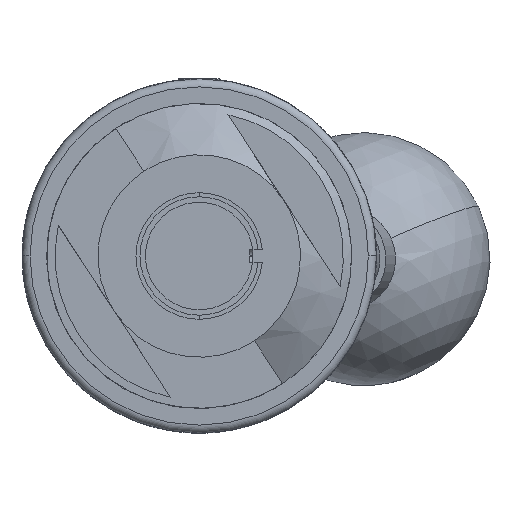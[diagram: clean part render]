
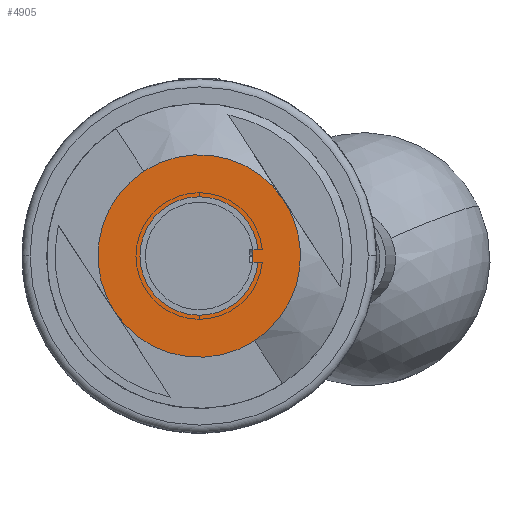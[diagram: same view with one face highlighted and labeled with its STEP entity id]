
A CAD part, left-side view. The second image highlights one B-rep face of the part: STEP entity #4905.
In plain terms, the highlighted planar face has unit normal (-1, 0, 0).
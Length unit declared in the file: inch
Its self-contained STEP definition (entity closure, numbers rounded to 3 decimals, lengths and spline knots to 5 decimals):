
#41 = CIRCLE ( 'NONE', #12694, 0.2656 ) ;
#343 = ORIENTED_EDGE ( 'NONE', *, *, #9433, .F. ) ;
#421 = FACE_BOUND ( 'NONE', #12422, .T. ) ;
#870 = EDGE_CURVE ( 'NONE', #10947, #1063, #1789, .T. ) ;
#907 = CARTESIAN_POINT ( 'NONE',  ( -4.742, 0., 0. ) ) ;
#1063 = VERTEX_POINT ( 'NONE', #9208 ) ;
#1375 = EDGE_CURVE ( 'NONE', #12603, #8254, #10490, .T. ) ;
#1789 = CIRCLE ( 'NONE', #5483, 0.5 ) ;
#2480 = CIRCLE ( 'NONE', #7133, 0.5 ) ;
#2489 = ORIENTED_EDGE ( 'NONE', *, *, #6698, .T. ) ;
#3022 = CARTESIAN_POINT ( 'NONE',  ( -4.742, -0.14527, -0.22235 ) ) ;
#3162 = VERTEX_POINT ( 'NONE', #10361 ) ;
#3357 = ORIENTED_EDGE ( 'NONE', *, *, #8252, .T. ) ;
#3466 = ORIENTED_EDGE ( 'NONE', *, *, #1375, .F. ) ;
#3696 = CIRCLE ( 'NONE', #10875, 0.5 ) ;
#4014 = DIRECTION ( 'NONE',  ( -1., 0., 0. ) ) ;
#4073 = DIRECTION ( 'NONE',  ( -1., 0., 0. ) ) ;
#4231 = AXIS2_PLACEMENT_3D ( 'NONE', #8050, #5858, #6895 ) ;
#4292 = AXIS2_PLACEMENT_3D ( 'NONE', #7424, #9594, #12945 ) ;
#4799 = FACE_OUTER_BOUND ( 'NONE', #10940, .T. ) ;
#4905 = ADVANCED_FACE ( 'NONE', ( #421, #4799 ), #11449, .T. ) ;
#5483 = AXIS2_PLACEMENT_3D ( 'NONE', #12530, #10254, #11191 ) ;
#5858 = DIRECTION ( 'NONE',  ( -1., 0., 0. ) ) ;
#5978 = EDGE_CURVE ( 'NONE', #1063, #3162, #2480, .T. ) ;
#6300 = CARTESIAN_POINT ( 'NONE',  ( -4.742, 0., 0. ) ) ;
#6698 = EDGE_CURVE ( 'NONE', #10971, #10947, #3696, .T. ) ;
#6768 = CIRCLE ( 'NONE', #10210, 0.5 ) ;
#6895 = DIRECTION ( 'NONE',  ( 0., 0.547, 0.837 ) ) ;
#7071 = CARTESIAN_POINT ( 'NONE',  ( -4.742, 0., 0. ) ) ;
#7133 = AXIS2_PLACEMENT_3D ( 'NONE', #7071, #11444, #13831 ) ;
#7361 = CARTESIAN_POINT ( 'NONE',  ( -4.742, 0., 0. ) ) ;
#7424 = CARTESIAN_POINT ( 'NONE',  ( -4.742, -0.41858, 0.27347 ) ) ;
#8050 = CARTESIAN_POINT ( 'NONE',  ( -4.742, 0., 0. ) ) ;
#8090 = ORIENTED_EDGE ( 'NONE', *, *, #5978, .T. ) ;
#8252 = EDGE_CURVE ( 'NONE', #3162, #10971, #6768, .T. ) ;
#8254 = VERTEX_POINT ( 'NONE', #9599 ) ;
#9208 = CARTESIAN_POINT ( 'NONE',  ( -4.742, 0.27347, 0.41858 ) ) ;
#9433 = EDGE_CURVE ( 'NONE', #8254, #12603, #41, .T. ) ;
#9594 = DIRECTION ( 'NONE',  ( -1., 0., 0. ) ) ;
#9599 = CARTESIAN_POINT ( 'NONE',  ( -4.742, 0.14527, 0.22235 ) ) ;
#10054 = CARTESIAN_POINT ( 'NONE',  ( -4.742, -0.27347, -0.41858 ) ) ;
#10210 = AXIS2_PLACEMENT_3D ( 'NONE', #7361, #4073, #13989 ) ;
#10254 = DIRECTION ( 'NONE',  ( -1., 0., 0. ) ) ;
#10361 = CARTESIAN_POINT ( 'NONE',  ( -4.742, 0.41858, -0.27347 ) ) ;
#10490 = CIRCLE ( 'NONE', #4231, 0.2656 ) ;
#10501 = ORIENTED_EDGE ( 'NONE', *, *, #870, .T. ) ;
#10559 = DIRECTION ( 'NONE',  ( -1., 0., 0. ) ) ;
#10875 = AXIS2_PLACEMENT_3D ( 'NONE', #907, #4014, #14146 ) ;
#10940 = EDGE_LOOP ( 'NONE', ( #10501, #8090, #3357, #2489 ) ) ;
#10947 = VERTEX_POINT ( 'NONE', #13299 ) ;
#10971 = VERTEX_POINT ( 'NONE', #10054 ) ;
#11191 = DIRECTION ( 'NONE',  ( 0., 0.547, 0.837 ) ) ;
#11444 = DIRECTION ( 'NONE',  ( -1., 0., 0. ) ) ;
#11449 = PLANE ( 'NONE',  #4292 ) ;
#12422 = EDGE_LOOP ( 'NONE', ( #343, #3466 ) ) ;
#12530 = CARTESIAN_POINT ( 'NONE',  ( -4.742, 0., 0. ) ) ;
#12603 = VERTEX_POINT ( 'NONE', #3022 ) ;
#12667 = DIRECTION ( 'NONE',  ( 0., 0.547, 0.837 ) ) ;
#12694 = AXIS2_PLACEMENT_3D ( 'NONE', #6300, #10559, #12667 ) ;
#12945 = DIRECTION ( 'NONE',  ( 0., 0.547, 0.837 ) ) ;
#13299 = CARTESIAN_POINT ( 'NONE',  ( -4.742, -0.41858, 0.27347 ) ) ;
#13831 = DIRECTION ( 'NONE',  ( 0., 0.547, 0.837 ) ) ;
#13989 = DIRECTION ( 'NONE',  ( 0., 0.547, 0.837 ) ) ;
#14146 = DIRECTION ( 'NONE',  ( 0., 0.547, 0.837 ) ) ;
